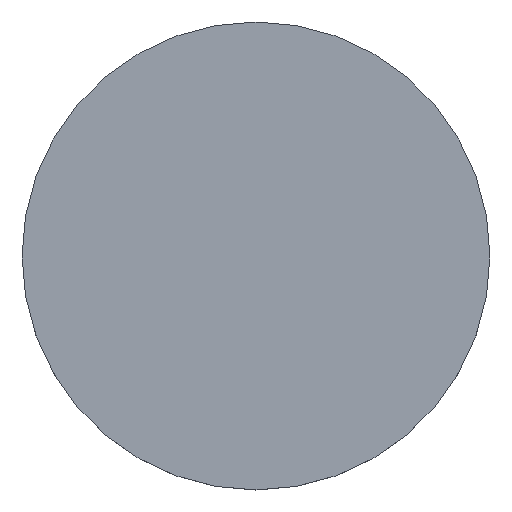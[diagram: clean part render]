
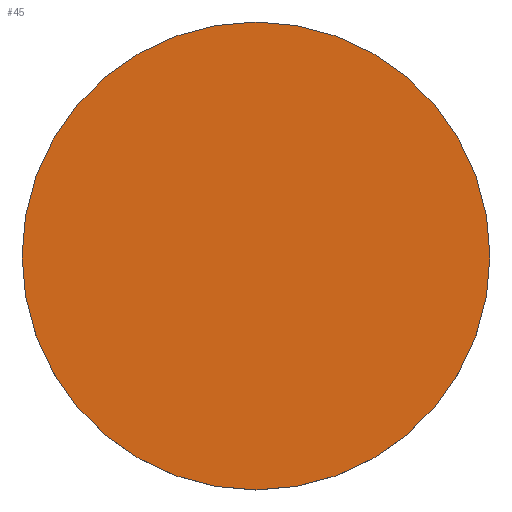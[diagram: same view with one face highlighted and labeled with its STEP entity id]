
A CAD part, top view. The second image highlights one B-rep face of the part: STEP entity #45.
In plain terms, the highlighted planar face has unit normal (0, 0, 1).
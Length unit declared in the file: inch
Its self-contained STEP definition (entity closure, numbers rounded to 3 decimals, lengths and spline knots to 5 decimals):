
#9 = EDGE_CURVE ( 'NONE', #17, #16, #70, .T. ) ;
#15 = EDGE_CURVE ( 'NONE', #16, #17, #91, .T. ) ;
#16 = VERTEX_POINT ( 'NONE', #87 ) ;
#17 = VERTEX_POINT ( 'NONE', #86 ) ;
#45 = ADVANCED_FACE ( 'NONE', ( #125 ), #106, .T. ) ;
#46 = EDGE_LOOP ( 'NONE', ( #47, #48 ) ) ;
#47 = ORIENTED_EDGE ( 'NONE', *, *, #9, .T. ) ;
#48 = ORIENTED_EDGE ( 'NONE', *, *, #15, .T. ) ;
#67 = DIRECTION ( 'NONE',  ( 1., 0., 0. ) ) ;
#68 = DIRECTION ( 'NONE',  ( 0., 0., 1. ) ) ;
#69 = AXIS2_PLACEMENT_3D ( 'NONE', #76, #68, #67 ) ;
#70 = CIRCLE ( 'NONE', #69, 0.25 ) ;
#76 = CARTESIAN_POINT ( 'NONE',  ( -0.00798, 0.00608, 0.01976 ) ) ;
#86 = CARTESIAN_POINT ( 'NONE',  ( -0.25798, 0.00608, 0.01976 ) ) ;
#87 = CARTESIAN_POINT ( 'NONE',  ( 0.24202, 0.00608, 0.01976 ) ) ;
#88 = DIRECTION ( 'NONE',  ( 1., 0., 0. ) ) ;
#89 = DIRECTION ( 'NONE',  ( 0., 0., 1. ) ) ;
#90 = AXIS2_PLACEMENT_3D ( 'NONE', #96, #89, #88 ) ;
#91 = CIRCLE ( 'NONE', #90, 0.25 ) ;
#96 = CARTESIAN_POINT ( 'NONE',  ( -0.00798, 0.00608, 0.01976 ) ) ;
#102 = DIRECTION ( 'NONE',  ( 1., 0., 0. ) ) ;
#103 = DIRECTION ( 'NONE',  ( 0., 0., 1. ) ) ;
#104 = CARTESIAN_POINT ( 'NONE',  ( -0.00798, 0.00608, 0.01976 ) ) ;
#105 = AXIS2_PLACEMENT_3D ( 'NONE', #104, #103, #102 ) ;
#106 = PLANE ( 'NONE',  #105 ) ;
#125 = FACE_OUTER_BOUND ( 'NONE', #46, .T. ) ;
